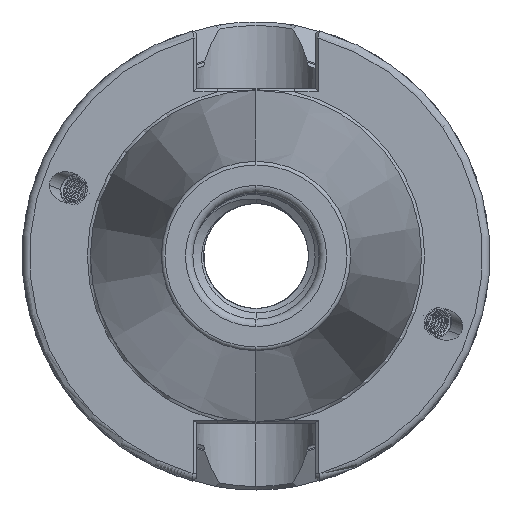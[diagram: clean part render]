
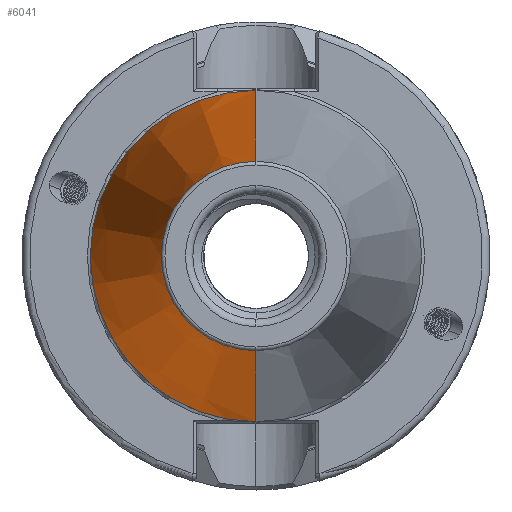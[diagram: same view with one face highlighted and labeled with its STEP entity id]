
A CAD part, left-side view. The second image highlights one B-rep face of the part: STEP entity #6041.
In plain terms, the highlighted conical face has half-angle 8.297 degrees and reference radius 22.298 mm.
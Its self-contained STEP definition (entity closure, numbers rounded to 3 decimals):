
#1342 = CARTESIAN_POINT ( 'NONE',  ( -66.972, 0., 12.75 ) ) ;
#1343 = CARTESIAN_POINT ( 'NONE',  ( -66.972, 0., -12.75 ) ) ;
#1344 = CARTESIAN_POINT ( 'NONE',  ( -1.5, 0., 22.298 ) ) ;
#1346 = CARTESIAN_POINT ( 'NONE',  ( -1.5, 0., -22.298 ) ) ;
#2557 = CARTESIAN_POINT ( 'NONE',  ( -1.5, 0., 0. ) ) ;
#2558 = DIRECTION ( 'NONE',  ( 1., 0., 0. ) ) ;
#2559 = DIRECTION ( 'NONE',  ( 0., 0., -1. ) ) ;
#2560 = CARTESIAN_POINT ( 'NONE',  ( -66.972, 0., 0. ) ) ;
#2564 = LINE ( 'NONE', #2565, #12117 ) ;
#2565 = CARTESIAN_POINT ( 'NONE',  ( -1.5, 0., 22.298 ) ) ;
#2566 = DIRECTION ( 'NONE',  ( 0.99, 0., 0.144 ) ) ;
#2567 = DIRECTION ( 'NONE',  ( 1., 0., 0. ) ) ;
#2568 = DIRECTION ( 'NONE',  ( 0., 0., -1. ) ) ;
#2570 = LINE ( 'NONE', #2571, #12119 ) ;
#2571 = CARTESIAN_POINT ( 'NONE',  ( -1.5, 0., -22.298 ) ) ;
#2572 = DIRECTION ( 'NONE',  ( 0.99, 0., -0.144 ) ) ;
#3380 = EDGE_LOOP ( 'NONE', ( #11861, #11859, #11860, #11858 ) ) ;
#4097 = CARTESIAN_POINT ( 'NONE',  ( -1.5, 0., 0. ) ) ;
#4098 = DIRECTION ( 'NONE',  ( 1., 0., 0. ) ) ;
#4099 = DIRECTION ( 'NONE',  ( 0., 0., -1. ) ) ;
#5792 = CIRCLE ( 'NONE', #12110, 22.298 ) ;
#5793 = CIRCLE ( 'NONE', #12116, 12.75 ) ;
#6041 = ADVANCED_FACE ( 'NONE', ( #9145 ), #11750, .T. ) ;
#9145 = FACE_OUTER_BOUND ( 'NONE', #3380, .T. ) ;
#9148 = AXIS2_PLACEMENT_3D ( 'NONE', #4097, #4098, #4099 ) ;
#11618 = EDGE_CURVE ( 'NONE', #12686, #12685, #5792, .T. ) ;
#11620 = EDGE_CURVE ( 'NONE', #12683, #12685, #2564, .T. ) ;
#11621 = EDGE_CURVE ( 'NONE', #12684, #12683, #5793, .T. ) ;
#11622 = EDGE_CURVE ( 'NONE', #12684, #12686, #2570, .T. ) ;
#11750 = CONICAL_SURFACE ( 'NONE', #9148, 22.298, 0.145 ) ;
#11858 = ORIENTED_EDGE ( 'NONE', *, *, #11622, .F. ) ;
#11859 = ORIENTED_EDGE ( 'NONE', *, *, #11620, .T. ) ;
#11860 = ORIENTED_EDGE ( 'NONE', *, *, #11618, .F. ) ;
#11861 = ORIENTED_EDGE ( 'NONE', *, *, #11621, .T. ) ;
#12110 = AXIS2_PLACEMENT_3D ( 'NONE', #2557, #2558, #2559 ) ;
#12116 = AXIS2_PLACEMENT_3D ( 'NONE', #2560, #2567, #2568 ) ;
#12117 = VECTOR ( 'NONE', #2566, 1000. ) ;
#12119 = VECTOR ( 'NONE', #2572, 1000. ) ;
#12683 = VERTEX_POINT ( 'NONE', #1342 ) ;
#12684 = VERTEX_POINT ( 'NONE', #1343 ) ;
#12685 = VERTEX_POINT ( 'NONE', #1344 ) ;
#12686 = VERTEX_POINT ( 'NONE', #1346 ) ;
